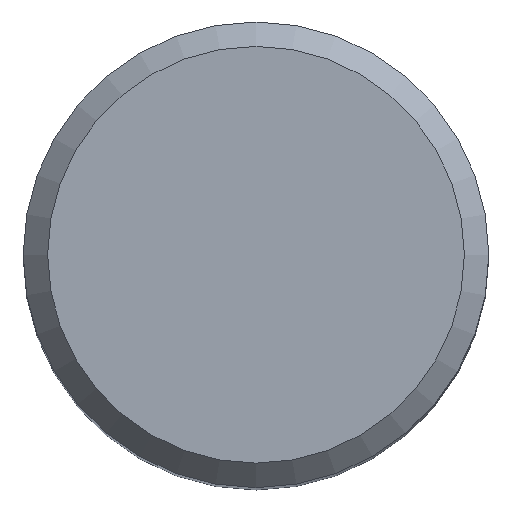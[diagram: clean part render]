
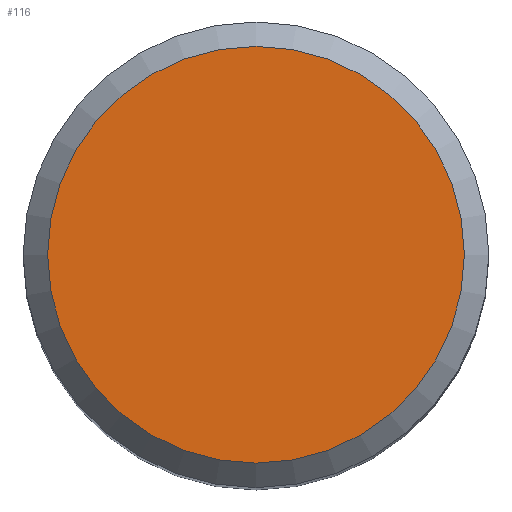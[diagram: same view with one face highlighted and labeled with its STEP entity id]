
A CAD part, top view. The second image highlights one B-rep face of the part: STEP entity #116.
In plain terms, the highlighted planar face has unit normal (0, 0, 1).
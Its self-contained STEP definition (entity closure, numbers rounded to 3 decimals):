
#93=PLANE('',#374);
#96=CIRCLE('',#373,8.522);
#116=ADVANCED_FACE('CU_SU3',(#141),#93,.F.);
#141=FACE_OUTER_BOUND('',#149,.T.);
#149=EDGE_LOOP('',(#195));
#195=ORIENTED_EDGE('',*,*,#303,.F.);
#271=VERTEX_POINT('',#1532);
#303=EDGE_CURVE('',#271,#271,#96,.T.);
#373=AXIS2_PLACEMENT_3D('',#1531,#421,#422);
#374=AXIS2_PLACEMENT_3D('',#1533,#423,#424);
#421=DIRECTION('',(0.,0.,-1.));
#422=DIRECTION('',(1.,0.,0.));
#423=DIRECTION('',(0.,0.,-1.));
#424=DIRECTION('',(-1.,0.,0.));
#1531=CARTESIAN_POINT('',(0.,0.,0.));
#1532=CARTESIAN_POINT('',(8.522,0.,0.));
#1533=CARTESIAN_POINT('',(0.,0.,0.));
